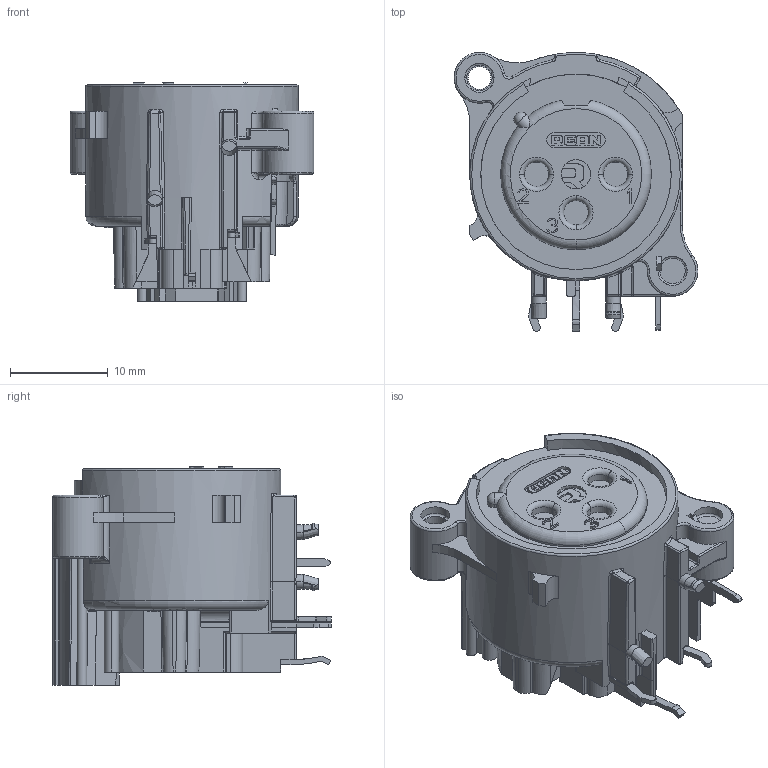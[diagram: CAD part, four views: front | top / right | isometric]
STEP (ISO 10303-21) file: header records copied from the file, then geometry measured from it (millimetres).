
FILE_DESCRIPTION((''),'2;1');
FILE_NAME('RRX3F-AA-021','2024-04-28T16:29:36',('summer.xia'),(''),'CREO PARAMETRIC BY PTC INC, 2023424','CREO PARAMETRIC BY PTC INC, 2023424','');
FILE_SCHEMA(('CONFIG_CONTROL_DESIGN'));
Length unit declared in the file: millimetre
Products named in the file (1): RRX3F-AA-021
Bounding box: 25 x 28.6 x 22.4 mm (x, y, z)
Volume: 7240.3 mm3; surface area: 3487.4 mm2
Topology: 1 solids, 6 shells, 890 faces, 2551 edges, 1676 vertices
Faces by surface type: plane 496, cylinder 233, torus 52, bspline 40, extrusion 27, cone 22, sphere 20
Entity records: 31970 total; most frequent: CARTESIAN_POINT 9151, ORIENTED_EDGE 5032, DIRECTION 4426, EDGE_CURVE 2516, VERTEX_POINT 1648, VECTOR 1544, LINE 1517, AXIS2_PLACEMENT_3D 1441
